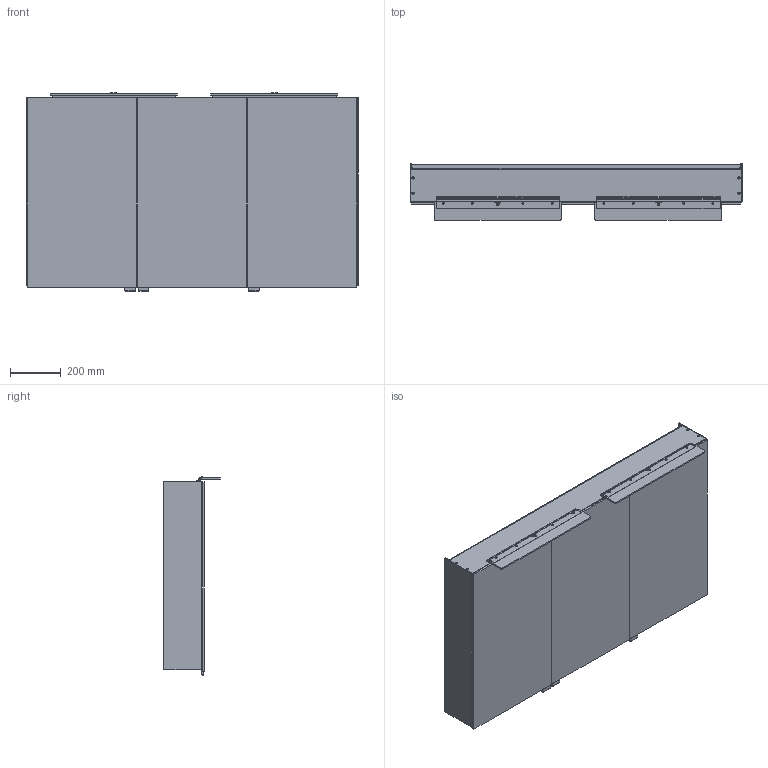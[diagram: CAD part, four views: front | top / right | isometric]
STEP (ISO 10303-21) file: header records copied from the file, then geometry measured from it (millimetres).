
FILE_DESCRIPTION(/* description */ (''),/* implementation_level */ '2;1');
FILE_NAME(/* name */ 'A4411300',/* time_stamp */ '2015-10-27T15:57:29+01:00',/* author */ (''),/* organization */ (''),/* preprocessor_version */ 'ST-DEVELOPER v10',/* originating_system */ '',/* authorisation */ '');
FILE_SCHEMA (('CONFIG_CONTROL_DESIGN'));
Length unit declared in the file: millimetre
Products named in the file (2): 1; 2
Assembly tree (3 placements, depth 2):
  1
    2  x3
Bounding box: 1307 x 223 x 780.3 mm (x, y, z)
Volume: 20491807.2 mm3; surface area: 6431086.5 mm2
Topology: 20 solids, 20 shells, 1656 faces, 4746 edges, 3198 vertices
Faces by surface type: plane 848, bspline 808
Entity records: 51602 total; most frequent: CARTESIAN_POINT 23586, ORIENTED_EDGE 9324, EDGE_CURVE 4662, VERTEX_POINT 3146, B_SPLINE_CURVE_WITH_KNOTS 2965, EDGE_LOOP 1748, ADVANCED_FACE 1620, FACE_OUTER_BOUND 1620
